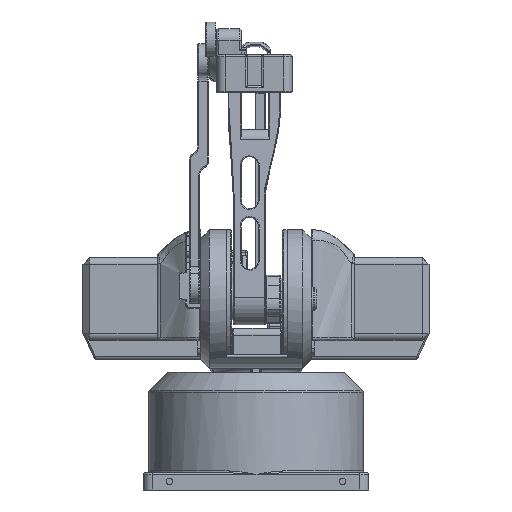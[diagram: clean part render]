
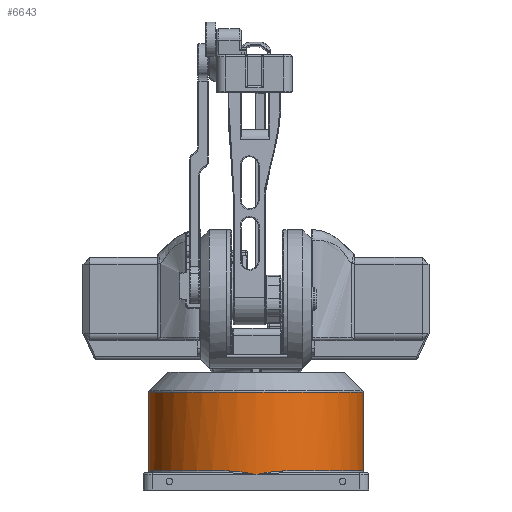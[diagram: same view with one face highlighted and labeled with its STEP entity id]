
A CAD part, left-side view. The second image highlights one B-rep face of the part: STEP entity #6643.
In plain terms, the highlighted cylindrical face has radius 62 mm (diameter 124 mm), a partial arc.
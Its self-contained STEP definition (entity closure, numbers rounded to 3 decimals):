
#742=CARTESIAN_POINT('',(166.718,366.662,-18.931));
#783=CARTESIAN_POINT('',(168.687,351.163,-16.931));
#784=CARTESIAN_POINT('',(168.499,351.892,-16.931));
#785=CARTESIAN_POINT('',(168.123,353.458,-16.986));
#786=CARTESIAN_POINT('',(167.597,356.125,-17.23));
#787=CARTESIAN_POINT('',(167.144,359.168,-17.636));
#788=CARTESIAN_POINT('',(166.813,362.62,-18.2));
#789=CARTESIAN_POINT('',(166.718,365.262,-18.677));
#790=CARTESIAN_POINT('',(166.718,366.662,-18.931));
#795=DIRECTION('',(0.,0.,1.));
#796=VECTOR('',#795,45.586);
#797=CARTESIAN_POINT('',(228.718,428.662,-16.931));
#798=LINE('',#797,#796);
#802=DIRECTION('',(0.,0.,-1.));
#803=VECTOR('',#802,45.586);
#804=CARTESIAN_POINT('',(228.718,304.662,28.655));
#805=LINE('',#804,#803);
#809=CARTESIAN_POINT('',(228.718,366.662,-16.931));
#810=DIRECTION('',(0.,0.,1.));
#811=DIRECTION('',(-0.968,-0.25,0.));
#812=AXIS2_PLACEMENT_3D('',#809,#810,#811);
#877=CARTESIAN_POINT('',(228.718,366.662,28.655));
#878=DIRECTION('',(0.,0.,-1.));
#879=DIRECTION('',(0.,-1.,0.));
#880=AXIS2_PLACEMENT_3D('',#877,#878,#879);
#885=CARTESIAN_POINT('',(228.718,366.662,28.655));
#886=DIRECTION('',(0.,0.,-1.));
#887=DIRECTION('',(-0.005,-1.,0.));
#888=AXIS2_PLACEMENT_3D('',#885,#886,#887);
#3412=CARTESIAN_POINT('',(228.718,366.662,-16.931));
#3413=DIRECTION('',(0.,0.,1.));
#3414=DIRECTION('',(0.,1.,0.));
#3415=AXIS2_PLACEMENT_3D('',#3412,#3413,#3414);
#3428=CARTESIAN_POINT('',(168.687,382.16,-16.931));
#3429=CARTESIAN_POINT('',(168.385,380.993,-16.931));
#3430=CARTESIAN_POINT('',(167.833,378.607,-17.059));
#3431=CARTESIAN_POINT('',(167.165,374.41,-17.591));
#3432=CARTESIAN_POINT('',(166.834,370.996,-18.151));
#3433=CARTESIAN_POINT('',(166.718,368.141,-18.663));
#3434=CARTESIAN_POINT('',(166.718,366.662,-18.931));
#5046=VERTEX_POINT('',#742);
#5048=VERTEX_POINT('',#783);
#5049=CARTESIAN_POINT('',(228.718,304.662,-16.931));
#5050=VERTEX_POINT('',#5049);
#5051=VERTEX_POINT('',#3428);
#5052=CARTESIAN_POINT('',(228.718,428.662,-16.931));
#5053=VERTEX_POINT('',#5052);
#5054=CARTESIAN_POINT('',(228.718,428.662,28.655));
#5055=VERTEX_POINT('',#5054);
#5056=CARTESIAN_POINT('',(228.418,304.662,28.655));
#5057=VERTEX_POINT('',#5056);
#5058=CARTESIAN_POINT('',(228.718,304.662,28.655));
#5059=VERTEX_POINT('',#5058);
#6621=CARTESIAN_POINT('',(228.718,366.662,4.569));
#6622=DIRECTION('',(0.,0.,-1.));
#6623=DIRECTION('',(0.,-1.,0.));
#6624=AXIS2_PLACEMENT_3D('',#6621,#6622,#6623);
#6625=CYLINDRICAL_SURFACE('',#6624,62.);
#6627=ORIENTED_EDGE('',*,*,#6626,.F.);
#6628=ORIENTED_EDGE('',*,*,#6613,.T.);
#6630=ORIENTED_EDGE('',*,*,#6629,.F.);
#6632=ORIENTED_EDGE('',*,*,#6631,.F.);
#6634=ORIENTED_EDGE('',*,*,#6633,.T.);
#6636=ORIENTED_EDGE('',*,*,#6635,.F.);
#6638=ORIENTED_EDGE('',*,*,#6637,.F.);
#6640=ORIENTED_EDGE('',*,*,#6639,.T.);
#6641=EDGE_LOOP('',(#6627,#6628,#6630,#6632,#6634,#6636,#6638,#6640));
#6642=FACE_OUTER_BOUND('',#6641,.F.);
#6643=ADVANCED_FACE('',(#6642),#6625,.T.);
#791=B_SPLINE_CURVE_WITH_KNOTS('',3,(#783,#784,#785,#786,#787,#788,#789,#790),
.UNSPECIFIED.,.F.,.F.,(4,1,1,1,1,4),(0.,0.2,0.4,0.6,0.8,1.),
.UNSPECIFIED.);
#813=CIRCLE('',#812,62.);
#881=CIRCLE('',#880,62.);
#889=CIRCLE('',#888,62.);
#3416=CIRCLE('',#3415,62.);
#3435=B_SPLINE_CURVE_WITH_KNOTS('',3,(#3428,#3429,#3430,#3431,#3432,#3433,
#3434),.UNSPECIFIED.,.F.,.F.,(4,1,1,1,4),(0.,0.25,0.5,0.75,1.),
.UNSPECIFIED.);
#6613=EDGE_CURVE('',#5048,#5046,#791,.T.);
#6626=EDGE_CURVE('',#5048,#5050,#813,.T.);
#6629=EDGE_CURVE('',#5051,#5046,#3435,.T.);
#6631=EDGE_CURVE('',#5053,#5051,#3416,.T.);
#6633=EDGE_CURVE('',#5053,#5055,#798,.T.);
#6635=EDGE_CURVE('',#5057,#5055,#889,.T.);
#6637=EDGE_CURVE('',#5059,#5057,#881,.T.);
#6639=EDGE_CURVE('',#5059,#5050,#805,.T.);
